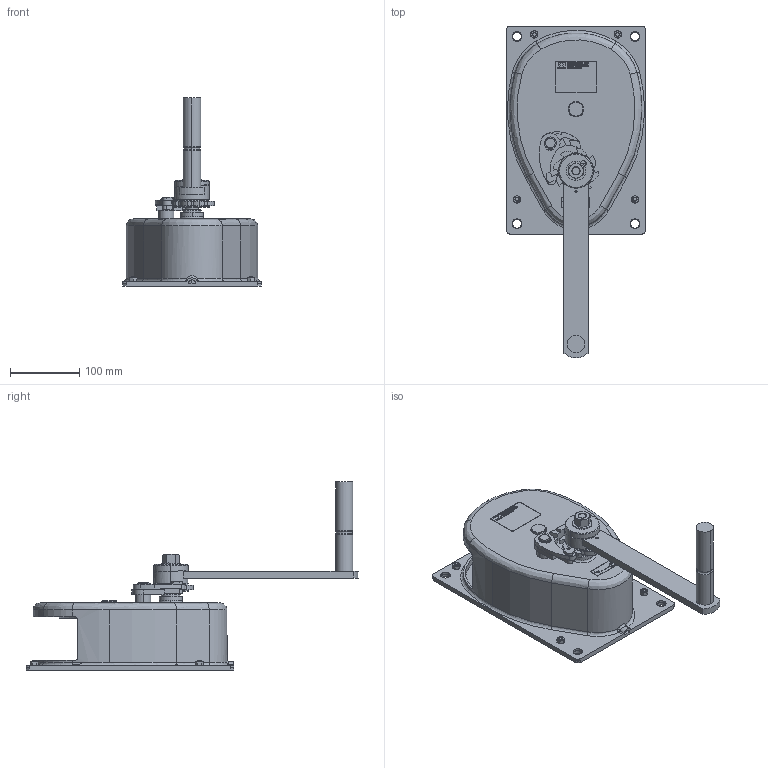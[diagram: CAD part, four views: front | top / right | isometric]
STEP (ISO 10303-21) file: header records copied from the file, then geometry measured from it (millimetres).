
FILE_DESCRIPTION(('CoCreate Modeling STEP Export'),'2;1');
FILE_NAME('200048.stp','2009-10-28T 8:54:54',(''),(''),'CoCreate Modeling STEP processor for AP214 (Solid Model)','CoCreate Modeling 16.00A 16-Aug-2008 (C) Parametric Technology GmbH','');
FILE_SCHEMA(('AUTOMOTIVE_DESIGN { 1 0 10303 214 1 1 1 1 }'));
Products named in the file (3): Seilwinde; Kurbel; Seilwinde_200048
Assembly tree (2 placements, depth 2):
  Seilwinde_200048
    Kurbel
    Seilwinde
Bounding box: 200 x 478.91 x 271.53 mm (x, y, z)
Volume: 1855434.7 mm3; surface area: 407357.6 mm2
Topology: 2 solids, 2 shells, 763 faces, 5189 edges, 4625 vertices
Faces by surface type: plane 380, cylinder 215, cone 123, bspline 23, torus 18, extrusion 4
Entity records: 60419 total; most frequent: CARTESIAN_POINT 20353, ORIENTED_EDGE 10374, DIRECTION 5889, EDGE_CURVE 5187, VERTEX_POINT 4625, VECTOR 4321, LINE 4317, EDGE_LOOP 980
